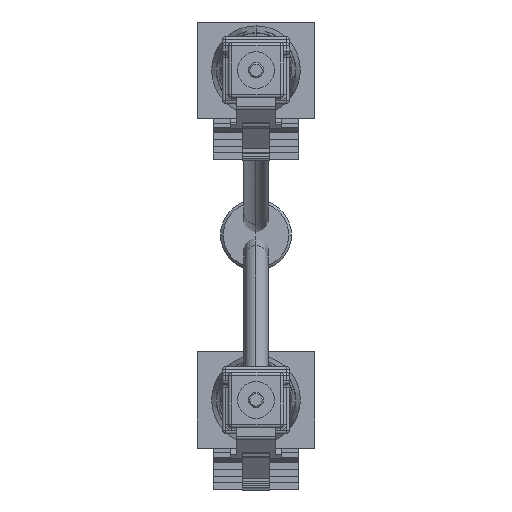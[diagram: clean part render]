
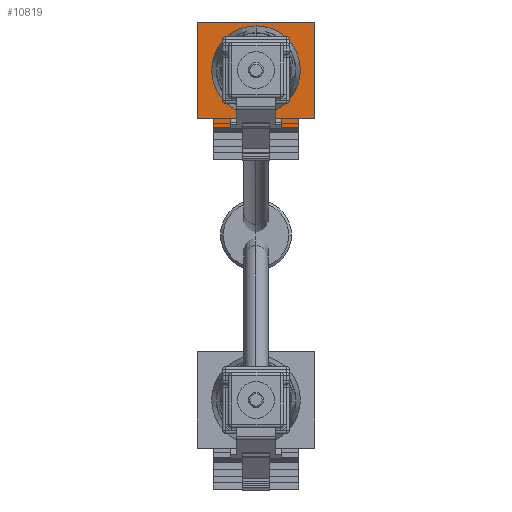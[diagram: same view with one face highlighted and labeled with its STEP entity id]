
A CAD part, left-side view. The second image highlights one B-rep face of the part: STEP entity #10819.
In plain terms, the highlighted face is planar.
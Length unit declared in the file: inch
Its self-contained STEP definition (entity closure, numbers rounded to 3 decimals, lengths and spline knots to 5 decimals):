
#9 = ORIENTED_EDGE ( 'NONE', *, *, #4127, .F. ) ;
#389 = CARTESIAN_POINT ( 'NONE',  ( 0.14, 0., 0.18729 ) ) ;
#396 = VECTOR ( 'NONE', #18202, 39.37008 ) ;
#546 = VECTOR ( 'NONE', #16200, 39.37008 ) ;
#829 = EDGE_CURVE ( 'NONE', #901, #13702, #7509, .T. ) ;
#840 = ORIENTED_EDGE ( 'NONE', *, *, #16952, .F. ) ;
#901 = VERTEX_POINT ( 'NONE', #389 ) ;
#971 = VERTEX_POINT ( 'NONE', #11844 ) ;
#1481 = ORIENTED_EDGE ( 'NONE', *, *, #829, .T. ) ;
#1849 = VERTEX_POINT ( 'NONE', #10594 ) ;
#2360 = AXIS2_PLACEMENT_3D ( 'NONE', #9268, #3313, #14790 ) ;
#2407 = CARTESIAN_POINT ( 'NONE',  ( -0.1925, 0., -0.1575 ) ) ;
#2779 = VERTEX_POINT ( 'NONE', #14503 ) ;
#3181 = FACE_OUTER_BOUND ( 'NONE', #8489, .T. ) ;
#3194 = CARTESIAN_POINT ( 'NONE',  ( -0.1925, 0., 0.1575 ) ) ;
#3262 = CARTESIAN_POINT ( 'NONE',  ( 0.14, 0., 0.18729 ) ) ;
#3313 = DIRECTION ( 'NONE',  ( 0., -1., 0. ) ) ;
#3387 = LINE ( 'NONE', #16687, #8731 ) ;
#3490 = DIRECTION ( 'NONE',  ( 0., 0., -1. ) ) ;
#3522 = VERTEX_POINT ( 'NONE', #4879 ) ;
#3718 = VECTOR ( 'NONE', #7669, 39.37008 ) ;
#3765 = ORIENTED_EDGE ( 'NONE', *, *, #14010, .F. ) ;
#4127 = EDGE_CURVE ( 'NONE', #16592, #16656, #12366, .T. ) ;
#4347 = DIRECTION ( 'NONE',  ( 0., 0., -1. ) ) ;
#4660 = DIRECTION ( 'NONE',  ( 0., 0., 1. ) ) ;
#4737 = DIRECTION ( 'NONE',  ( 0., 0., -1. ) ) ;
#4879 = CARTESIAN_POINT ( 'NONE',  ( -0.14, 0., 0.1575 ) ) ;
#5251 = DIRECTION ( 'NONE',  ( 1., 0., 0. ) ) ;
#5804 = EDGE_LOOP ( 'NONE', ( #13558, #840 ) ) ;
#5833 = EDGE_CURVE ( 'NONE', #16656, #971, #16854, .T. ) ;
#6569 = CARTESIAN_POINT ( 'NONE',  ( 0.14, 0., 0.1575 ) ) ;
#6888 = EDGE_CURVE ( 'NONE', #13702, #3522, #3387, .T. ) ;
#7005 = CARTESIAN_POINT ( 'NONE',  ( 0.1925, 0., -0.1575 ) ) ;
#7405 = ORIENTED_EDGE ( 'NONE', *, *, #6888, .T. ) ;
#7509 = LINE ( 'NONE', #3262, #546 ) ;
#7669 = DIRECTION ( 'NONE',  ( 1., 0., 0. ) ) ;
#7838 = VERTEX_POINT ( 'NONE', #13246 ) ;
#7842 = CARTESIAN_POINT ( 'NONE',  ( -0.14, 0., 0.18729 ) ) ;
#7891 = PLANE ( 'NONE',  #10513 ) ;
#8146 = EDGE_CURVE ( 'NONE', #971, #1849, #11779, .T. ) ;
#8301 = CARTESIAN_POINT ( 'NONE',  ( 0., 0., 0. ) ) ;
#8489 = EDGE_LOOP ( 'NONE', ( #17686, #10669, #9, #17077, #3765, #1481, #7405, #14473 ) ) ;
#8570 = EDGE_CURVE ( 'NONE', #7838, #16592, #16544, .T. ) ;
#8661 = VECTOR ( 'NONE', #5251, 39.37008 ) ;
#8731 = VECTOR ( 'NONE', #3490, 39.37008 ) ;
#8917 = EDGE_CURVE ( 'NONE', #1849, #3522, #12561, .T. ) ;
#8918 = VECTOR ( 'NONE', #4660, 39.37008 ) ;
#9136 = DIRECTION ( 'NONE',  ( 0., -1., 0. ) ) ;
#9159 = AXIS2_PLACEMENT_3D ( 'NONE', #8301, #11274, #4347 ) ;
#9268 = CARTESIAN_POINT ( 'NONE',  ( 0., 0., 0. ) ) ;
#9554 = DIRECTION ( 'NONE',  ( 0., 0., -1. ) ) ;
#10118 = CARTESIAN_POINT ( 'NONE',  ( -0.1925, 0., 0.1575 ) ) ;
#10513 = AXIS2_PLACEMENT_3D ( 'NONE', #13491, #9136, #4737 ) ;
#10594 = CARTESIAN_POINT ( 'NONE',  ( -0.1925, 0., 0.1575 ) ) ;
#10669 = ORIENTED_EDGE ( 'NONE', *, *, #5833, .F. ) ;
#10810 = LINE ( 'NONE', #6569, #17406 ) ;
#10819 = ADVANCED_FACE ( 'NONE', ( #3181, #13684 ), #7891, .T. ) ;
#11274 = DIRECTION ( 'NONE',  ( 0., -1., 0. ) ) ;
#11779 = LINE ( 'NONE', #3194, #8918 ) ;
#11844 = CARTESIAN_POINT ( 'NONE',  ( -0.1925, 0., -0.1575 ) ) ;
#12366 = LINE ( 'NONE', #18255, #16631 ) ;
#12561 = LINE ( 'NONE', #18442, #8661 ) ;
#13246 = CARTESIAN_POINT ( 'NONE',  ( 0.14, 0., 0.1575 ) ) ;
#13491 = CARTESIAN_POINT ( 'NONE',  ( -0.1925, 0., -0.1575 ) ) ;
#13558 = ORIENTED_EDGE ( 'NONE', *, *, #18724, .F. ) ;
#13684 = FACE_BOUND ( 'NONE', #5804, .T. ) ;
#13702 = VERTEX_POINT ( 'NONE', #7842 ) ;
#13964 = CARTESIAN_POINT ( 'NONE',  ( 0.1925, 0., 0.1575 ) ) ;
#14010 = EDGE_CURVE ( 'NONE', #901, #7838, #10810, .T. ) ;
#14114 = DIRECTION ( 'NONE',  ( 0., 0., -1. ) ) ;
#14473 = ORIENTED_EDGE ( 'NONE', *, *, #8917, .F. ) ;
#14503 = CARTESIAN_POINT ( 'NONE',  ( 0., 0., 0.075 ) ) ;
#14790 = DIRECTION ( 'NONE',  ( 0., 0., -1. ) ) ;
#16200 = DIRECTION ( 'NONE',  ( -1., 0., 0. ) ) ;
#16544 = LINE ( 'NONE', #10118, #3718 ) ;
#16592 = VERTEX_POINT ( 'NONE', #13964 ) ;
#16631 = VECTOR ( 'NONE', #14114, 39.37008 ) ;
#16656 = VERTEX_POINT ( 'NONE', #7005 ) ;
#16687 = CARTESIAN_POINT ( 'NONE',  ( -0.14, 0., 0.1575 ) ) ;
#16854 = LINE ( 'NONE', #2407, #396 ) ;
#16952 = EDGE_CURVE ( 'NONE', #17681, #2779, #17751, .T. ) ;
#17077 = ORIENTED_EDGE ( 'NONE', *, *, #8570, .F. ) ;
#17406 = VECTOR ( 'NONE', #9554, 39.37008 ) ;
#17681 = VERTEX_POINT ( 'NONE', #18794 ) ;
#17686 = ORIENTED_EDGE ( 'NONE', *, *, #8146, .F. ) ;
#17751 = CIRCLE ( 'NONE', #2360, 0.075 ) ;
#18202 = DIRECTION ( 'NONE',  ( -1., 0., 0. ) ) ;
#18255 = CARTESIAN_POINT ( 'NONE',  ( 0.1925, 0., 0.1575 ) ) ;
#18412 = CIRCLE ( 'NONE', #9159, 0.075 ) ;
#18442 = CARTESIAN_POINT ( 'NONE',  ( -0.1925, 0., 0.1575 ) ) ;
#18724 = EDGE_CURVE ( 'NONE', #2779, #17681, #18412, .T. ) ;
#18794 = CARTESIAN_POINT ( 'NONE',  ( 0., 0., -0.075 ) ) ;
